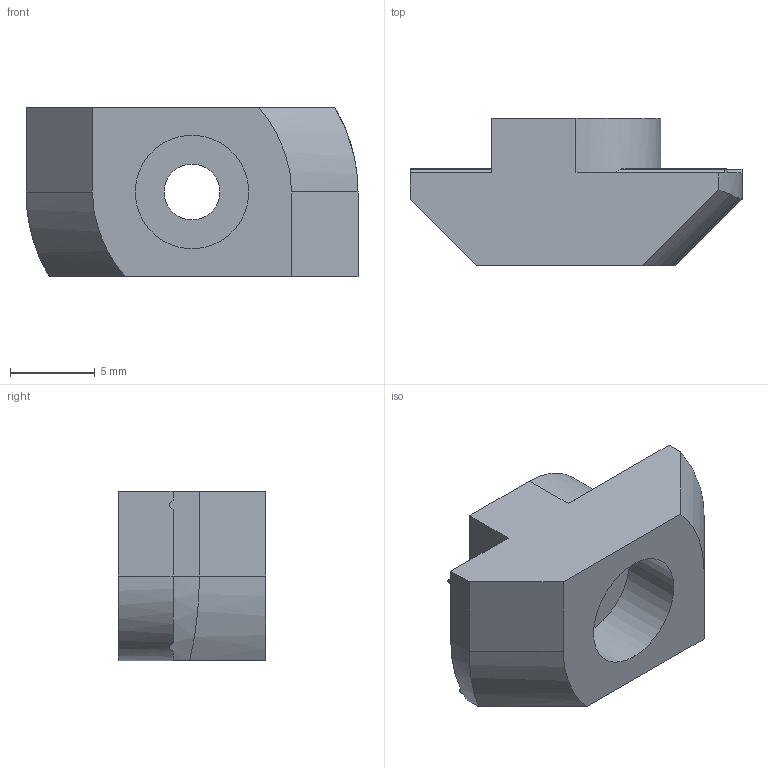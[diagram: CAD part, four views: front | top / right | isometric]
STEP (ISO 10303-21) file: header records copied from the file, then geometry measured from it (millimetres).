
FILE_DESCRIPTION(('STEP AP214'),'1');
FILE_NAME('cctmp_7B45B840-3370-494A-A03B-05C87CF8E270_2020_1_13_14_59_15_43..stp','2020-01-13T13:59:15',('Bosch Rexroth AG'),('CADClick - www.CADClick.com'),'Spatial InterOp 3D',' ','unknown authorization - (Healing Option Enabled)');
FILE_SCHEMA(('AUTOMOTIVE_DESIGN'));
Length unit declared in the file: millimetre
Products named in the file (1): 2020_01_13__14-59-15-042
Bounding box: 19.6 x 8.7 x 10 mm (x, y, z)
Volume: 1003.4 mm3; surface area: 844.9 mm2
Topology: 1 solids, 1 shells, 39 faces, 106 edges, 70 vertices
Faces by surface type: plane 25, cylinder 14
Entity records: 1606 total; most frequent: CARTESIAN_POINT 252, DIRECTION 216, ORIENTED_EDGE 212, EDGE_CURVE 106, AXIS2_PLACEMENT_3D 74, VERTEX_POINT 70, LINE 68, VECTOR 68
